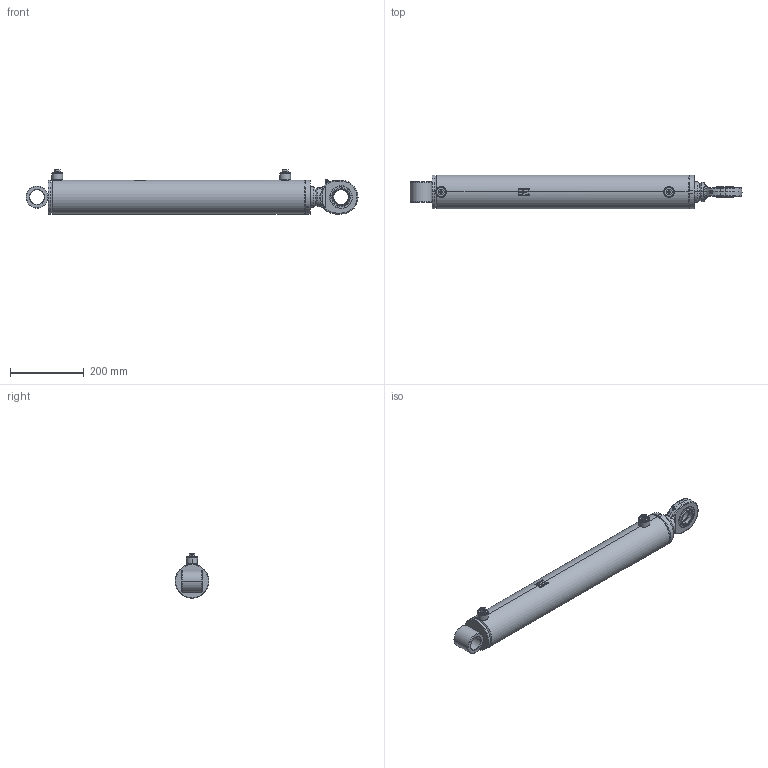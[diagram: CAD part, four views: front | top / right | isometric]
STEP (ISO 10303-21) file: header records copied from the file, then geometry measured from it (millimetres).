
FILE_DESCRIPTION (( 'STEP AP214' ), '1' );
FILE_NAME ('CFGCY0079601-Cylinder.step', '2026-03-06T12:38:42', ( 'Kramp IT' ), ( 'Kramp' ), 'SwSTEP 2.0', 'SolidWorks 2025', '' );
FILE_SCHEMA (( 'AUTOMOTIVE_DESIGN' ));
Length unit declared in the file: millimetre
Products named in the file (20): GK40DO-RD; BUSHVM-EC; DS3908013056_Simplified; Tube-WA_Simplified; Rod_Simplified; MATE-AID; SP08M; DC3908001; DS2908004_Simplified; DS2908015; Tube-MA_Simplified; GK40DO; DS2908004VM_Simplified; Tube_Simplified; Rod-WA_Simplified; DS2908013056VM_Simplified; CFGCY0079601-Cylinder; LSN08E; BUSH-EC
Assembly tree (20 placements, depth 4):
  MATE-AID
  CFGCY0079601-Cylinder
    Tube-WA_Simplified
      Tube-MA_Simplified
        Tube_Simplified
        LSN08E
      LSN08E
      DC3908001
        DC3908001
      BUSHVM-EC
        BUSH-EC
    Rod-WA_Simplified
      Rod_Simplified
      GK40DO-RD
        GK40DO
    DS2908013056VM_Simplified
      DS3908013056_Simplified
    DS2908004VM_Simplified
      DS2908004_Simplified
    DS2908015
    SP08M  x2
Bounding box: 901 x 92 x 120 mm (x, y, z)
Volume: 3612354.1 mm3; surface area: 661123.7 mm2
Topology: 16 solids, 16 shells, 492 faces, 1139 edges, 706 vertices
Faces by surface type: plane 162, cylinder 153, cone 97, bspline 54, torus 26
Entity records: 18303 total; most frequent: CARTESIAN_POINT 8485, DIRECTION 2017, ORIENTED_EDGE 1886, EDGE_CURVE 943, AXIS2_PLACEMENT_3D 821, VERTEX_POINT 584, EDGE_LOOP 463, CIRCLE 434
